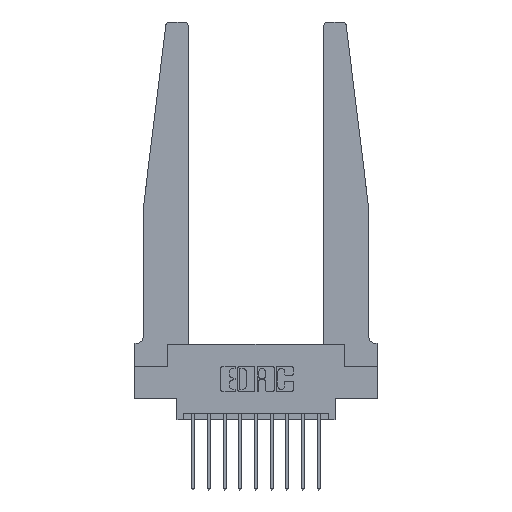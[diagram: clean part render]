
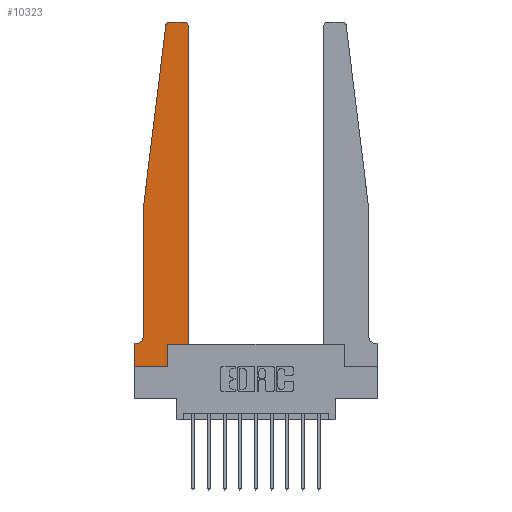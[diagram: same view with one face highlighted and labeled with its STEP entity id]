
A CAD part, top view. The second image highlights one B-rep face of the part: STEP entity #10323.
In plain terms, the highlighted planar face has unit normal (0, 0, 1).
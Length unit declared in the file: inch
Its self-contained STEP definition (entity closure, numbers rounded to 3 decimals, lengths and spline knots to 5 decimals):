
#416 = CIRCLE ( 'NONE', #14331, 0.03 ) ;
#439 = EDGE_CURVE ( 'NONE', #516, #6013, #1164, .T. ) ;
#458 = VERTEX_POINT ( 'NONE', #9306 ) ;
#516 = VERTEX_POINT ( 'NONE', #4351 ) ;
#847 = ORIENTED_EDGE ( 'NONE', *, *, #9704, .T. ) ;
#923 = CARTESIAN_POINT ( 'NONE',  ( 0.395, 2.72, 0.37 ) ) ;
#1022 = FACE_OUTER_BOUND ( 'NONE', #7870, .T. ) ;
#1155 = CARTESIAN_POINT ( 'NONE',  ( 0.2605, 0.18, 0.37 ) ) ;
#1164 = LINE ( 'NONE', #5987, #3745 ) ;
#1166 = CARTESIAN_POINT ( 'NONE',  ( 0.27653, 2.72, 0.37 ) ) ;
#1348 = EDGE_CURVE ( 'NONE', #5543, #8118, #12122, .T. ) ;
#1368 = VECTOR ( 'NONE', #13074, 39.37008 ) ;
#2155 = ORIENTED_EDGE ( 'NONE', *, *, #10921, .T. ) ;
#2305 = DIRECTION ( 'NONE',  ( 1., 0., 0. ) ) ;
#2352 = VECTOR ( 'NONE', #9516, 39.37008 ) ;
#2375 = DIRECTION ( 'NONE',  ( 0., 1., 0. ) ) ;
#2413 = CARTESIAN_POINT ( 'NONE',  ( 0.065, 1.25, 0.37 ) ) ;
#2441 = ORIENTED_EDGE ( 'NONE', *, *, #11750, .T. ) ;
#2535 = LINE ( 'NONE', #12243, #4818 ) ;
#2910 = DIRECTION ( 'NONE',  ( -1., 0., 0. ) ) ;
#3087 = ORIENTED_EDGE ( 'NONE', *, *, #5328, .T. ) ;
#3352 = LINE ( 'NONE', #4755, #1368 ) ;
#3401 = LINE ( 'NONE', #1155, #13152 ) ;
#3529 = VECTOR ( 'NONE', #12171, 39.37008 ) ;
#3745 = VECTOR ( 'NONE', #10811, 39.37008 ) ;
#3829 = CARTESIAN_POINT ( 'NONE',  ( 0.425, 2.72, 0.37 ) ) ;
#4104 = DIRECTION ( 'NONE',  ( 0., 0., -1. ) ) ;
#4130 = CIRCLE ( 'NONE', #13732, 0.03 ) ;
#4324 = LINE ( 'NONE', #14277, #11195 ) ;
#4351 = CARTESIAN_POINT ( 'NONE',  ( 0., 0., 0.37 ) ) ;
#4379 = ORIENTED_EDGE ( 'NONE', *, *, #14786, .T. ) ;
#4755 = CARTESIAN_POINT ( 'NONE',  ( 0.065, 1.25, 0.37 ) ) ;
#4818 = VECTOR ( 'NONE', #8810, 39.37008 ) ;
#5062 = VERTEX_POINT ( 'NONE', #14664 ) ;
#5097 = AXIS2_PLACEMENT_3D ( 'NONE', #15434, #5837, #10673 ) ;
#5279 = LINE ( 'NONE', #14775, #3529 ) ;
#5328 = EDGE_CURVE ( 'NONE', #8118, #458, #3352, .T. ) ;
#5514 = VECTOR ( 'NONE', #12361, 39.37008 ) ;
#5543 = VERTEX_POINT ( 'NONE', #14288 ) ;
#5701 = LINE ( 'NONE', #15132, #8257 ) ;
#5747 = DIRECTION ( 'NONE',  ( 0., 0., 1. ) ) ;
#5837 = DIRECTION ( 'NONE',  ( 0., 0., 1. ) ) ;
#5987 = CARTESIAN_POINT ( 'NONE',  ( 0., 0., 0.37 ) ) ;
#6013 = VERTEX_POINT ( 'NONE', #14270 ) ;
#6073 = ORIENTED_EDGE ( 'NONE', *, *, #1348, .T. ) ;
#6803 = DIRECTION ( 'NONE',  ( 0., -1., 0. ) ) ;
#6917 = ORIENTED_EDGE ( 'NONE', *, *, #8043, .T. ) ;
#7258 = ORIENTED_EDGE ( 'NONE', *, *, #439, .T. ) ;
#7585 = AXIS2_PLACEMENT_3D ( 'NONE', #15080, #4104, #2910 ) ;
#7721 = VERTEX_POINT ( 'NONE', #8373 ) ;
#7786 = VERTEX_POINT ( 'NONE', #3829 ) ;
#7870 = EDGE_LOOP ( 'NONE', ( #847, #6917, #6073, #3087, #13533, #4379, #10882, #7258, #13809, #2155, #11670, #2441 ) ) ;
#8043 = EDGE_CURVE ( 'NONE', #10002, #5543, #416, .T. ) ;
#8118 = VERTEX_POINT ( 'NONE', #13376 ) ;
#8257 = VECTOR ( 'NONE', #6803, 39.37008 ) ;
#8373 = CARTESIAN_POINT ( 'NONE',  ( 0., 0.1875, 0.37 ) ) ;
#8526 = EDGE_CURVE ( 'NONE', #7721, #516, #5701, .T. ) ;
#8550 = CARTESIAN_POINT ( 'NONE',  ( 0.065, 0.1875, 0.37 ) ) ;
#8810 = DIRECTION ( 'NONE',  ( -1., 0., 0. ) ) ;
#9306 = CARTESIAN_POINT ( 'NONE',  ( 0.065, 0.2375, 0.37 ) ) ;
#9405 = PLANE ( 'NONE',  #5097 ) ;
#9516 = DIRECTION ( 'NONE',  ( -1., 0., 0. ) ) ;
#9582 = EDGE_CURVE ( 'NONE', #6013, #12358, #3401, .T. ) ;
#9704 = EDGE_CURVE ( 'NONE', #9983, #10002, #2535, .T. ) ;
#9860 = EDGE_CURVE ( 'NONE', #458, #5062, #10353, .T. ) ;
#9983 = VERTEX_POINT ( 'NONE', #11003 ) ;
#10002 = VERTEX_POINT ( 'NONE', #13780 ) ;
#10323 = ADVANCED_FACE ( 'NONE', ( #1022 ), #9405, .T. ) ;
#10353 = CIRCLE ( 'NONE', #7585, 0.05 ) ;
#10673 = DIRECTION ( 'NONE',  ( 1., 0., 0. ) ) ;
#10811 = DIRECTION ( 'NONE',  ( 1., 0., 0. ) ) ;
#10882 = ORIENTED_EDGE ( 'NONE', *, *, #8526, .T. ) ;
#10921 = EDGE_CURVE ( 'NONE', #12358, #13442, #5279, .T. ) ;
#10936 = LINE ( 'NONE', #8550, #2352 ) ;
#11003 = CARTESIAN_POINT ( 'NONE',  ( 0.395, 2.75, 0.37 ) ) ;
#11195 = VECTOR ( 'NONE', #15305, 39.37008 ) ;
#11670 = ORIENTED_EDGE ( 'NONE', *, *, #12004, .T. ) ;
#11750 = EDGE_CURVE ( 'NONE', #7786, #9983, #4130, .T. ) ;
#12004 = EDGE_CURVE ( 'NONE', #13442, #7786, #4324, .T. ) ;
#12122 = LINE ( 'NONE', #2413, #5514 ) ;
#12171 = DIRECTION ( 'NONE',  ( 1., 0., 0. ) ) ;
#12243 = CARTESIAN_POINT ( 'NONE',  ( 0.25, 2.75, 0.37 ) ) ;
#12310 = CARTESIAN_POINT ( 'NONE',  ( 0.425, 0.18, 0.37 ) ) ;
#12358 = VERTEX_POINT ( 'NONE', #14329 ) ;
#12361 = DIRECTION ( 'NONE',  ( -0.122, -0.992, 0. ) ) ;
#13074 = DIRECTION ( 'NONE',  ( 0., -1., 0. ) ) ;
#13152 = VECTOR ( 'NONE', #2375, 39.37008 ) ;
#13376 = CARTESIAN_POINT ( 'NONE',  ( 0.065, 1.25, 0.37 ) ) ;
#13442 = VERTEX_POINT ( 'NONE', #12310 ) ;
#13533 = ORIENTED_EDGE ( 'NONE', *, *, #9860, .T. ) ;
#13732 = AXIS2_PLACEMENT_3D ( 'NONE', #923, #5747, #14896 ) ;
#13780 = CARTESIAN_POINT ( 'NONE',  ( 0.27653, 2.75, 0.37 ) ) ;
#13809 = ORIENTED_EDGE ( 'NONE', *, *, #9582, .T. ) ;
#14232 = DIRECTION ( 'NONE',  ( 0., 0., 1. ) ) ;
#14270 = CARTESIAN_POINT ( 'NONE',  ( 0.2605, 0., 0.37 ) ) ;
#14277 = CARTESIAN_POINT ( 'NONE',  ( 0.425, 0.18, 0.37 ) ) ;
#14288 = CARTESIAN_POINT ( 'NONE',  ( 0.24675, 2.72367, 0.37 ) ) ;
#14329 = CARTESIAN_POINT ( 'NONE',  ( 0.2605, 0.18, 0.37 ) ) ;
#14331 = AXIS2_PLACEMENT_3D ( 'NONE', #1166, #14232, #2305 ) ;
#14664 = CARTESIAN_POINT ( 'NONE',  ( 0.015, 0.1875, 0.37 ) ) ;
#14775 = CARTESIAN_POINT ( 'NONE',  ( 0.425, 0.18, 0.37 ) ) ;
#14786 = EDGE_CURVE ( 'NONE', #5062, #7721, #10936, .T. ) ;
#14896 = DIRECTION ( 'NONE',  ( 1., 0., 0. ) ) ;
#15080 = CARTESIAN_POINT ( 'NONE',  ( 0.015, 0.2375, 0.37 ) ) ;
#15132 = CARTESIAN_POINT ( 'NONE',  ( 0., 0., 0.37 ) ) ;
#15305 = DIRECTION ( 'NONE',  ( 0., 1., 0. ) ) ;
#15434 = CARTESIAN_POINT ( 'NONE',  ( 0., 0.1875, 0.37 ) ) ;
